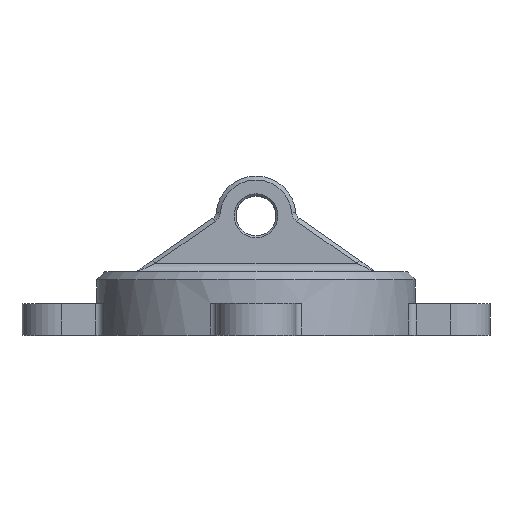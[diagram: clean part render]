
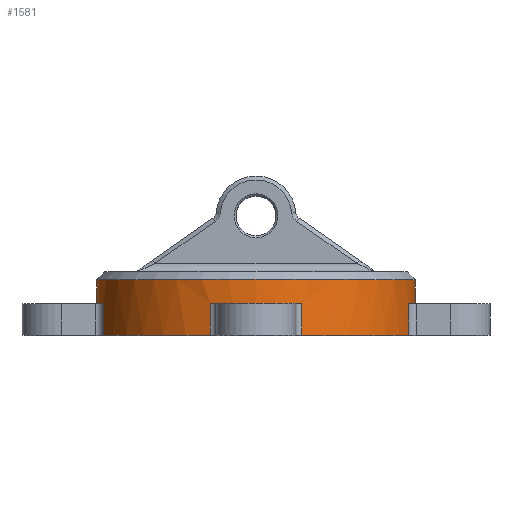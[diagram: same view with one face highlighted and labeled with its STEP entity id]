
A CAD part, top view. The second image highlights one B-rep face of the part: STEP entity #1581.
In plain terms, the highlighted cylindrical face has radius 400 mm (diameter 800 mm), a partial arc.
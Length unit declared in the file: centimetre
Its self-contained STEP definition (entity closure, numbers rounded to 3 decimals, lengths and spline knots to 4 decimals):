
#1=DIRECTION('',(0.,1.,0.));
#2=VECTOR('',#1,8.);
#3=CARTESIAN_POINT('',(-38.3326,-8.,11.4286));
#4=LINE('',#3,#2);
#5=CARTESIAN_POINT('',(0.,6.,0.));
#6=DIRECTION('',(0.,-1.,0.));
#7=DIRECTION('',(1.,0.,0.));
#8=AXIS2_PLACEMENT_3D('',#5,#6,#7);
#10=DIRECTION('',(0.,-1.,0.));
#11=VECTOR('',#10,8.);
#12=CARTESIAN_POINT('',(38.3326,0.,11.4286));
#13=LINE('',#12,#11);
#14=DIRECTION('',(0.,1.,0.));
#15=VECTOR('',#14,8.);
#16=CARTESIAN_POINT('',(11.4286,-8.,38.3326));
#17=LINE('',#16,#15);
#18=DIRECTION('',(0.,-1.,0.));
#19=VECTOR('',#18,8.);
#20=CARTESIAN_POINT('',(-11.4286,0.,38.3326));
#21=LINE('',#20,#19);
#90=CARTESIAN_POINT('',(0.,-8.,0.));
#91=DIRECTION('',(0.,1.,0.));
#92=DIRECTION('',(-0.958,0.,0.286));
#93=AXIS2_PLACEMENT_3D('',#90,#91,#92);
#95=CARTESIAN_POINT('',(0.,-8.,0.));
#96=DIRECTION('',(0.,1.,0.));
#97=DIRECTION('',(0.286,0.,0.958));
#98=AXIS2_PLACEMENT_3D('',#95,#96,#97);
#128=CARTESIAN_POINT('',(0.,0.,0.));
#129=DIRECTION('',(0.,1.,0.));
#130=DIRECTION('',(-0.286,0.,0.958));
#131=AXIS2_PLACEMENT_3D('',#128,#129,#130);
#292=DIRECTION('',(0.,-1.,0.));
#293=VECTOR('',#292,6.);
#294=CARTESIAN_POINT('',(40.,6.,0.));
#295=LINE('',#294,#293);
#301=DIRECTION('',(0.,-1.,0.));
#302=VECTOR('',#301,6.);
#303=CARTESIAN_POINT('',(-40.,6.,
0.));
#304=LINE('',#303,#302);
#417=CARTESIAN_POINT('',(0.,0.,0.));
#418=DIRECTION('',(0.,1.,0.));
#419=DIRECTION('',(0.958,0.,0.286));
#420=AXIS2_PLACEMENT_3D('',#417,#418,#419);
#1183=CARTESIAN_POINT('',(0.,0.,0.));
#1184=DIRECTION('',(0.,1.,0.));
#1185=DIRECTION('',(-1.,0.,0.));
#1186=AXIS2_PLACEMENT_3D('',#1183,#1184,#1185);
#1370=CARTESIAN_POINT('',(-40.,6.,0.));
#1371=CARTESIAN_POINT('',(40.,6.,0.));
#1372=VERTEX_POINT('',#1370);
#1373=VERTEX_POINT('',#1371);
#1378=CARTESIAN_POINT('',(-40.,0.,0.));
#1379=VERTEX_POINT('',#1378);
#1380=CARTESIAN_POINT('',(40.,0.,0.));
#1381=VERTEX_POINT('',#1380);
#1398=CARTESIAN_POINT('',(-38.3326,-8.,11.4286));
#1399=CARTESIAN_POINT('',(-38.3326,0.,11.4286));
#1400=VERTEX_POINT('',#1398);
#1401=VERTEX_POINT('',#1399);
#1406=CARTESIAN_POINT('',(-11.4286,0.,38.3326));
#1407=CARTESIAN_POINT('',(-11.4286,-8.,38.3326));
#1408=VERTEX_POINT('',#1406);
#1409=VERTEX_POINT('',#1407);
#1414=CARTESIAN_POINT('',(11.4286,-8.,38.3326));
#1415=CARTESIAN_POINT('',(11.4286,0.,38.3326));
#1416=VERTEX_POINT('',#1414);
#1417=VERTEX_POINT('',#1415);
#1422=CARTESIAN_POINT('',(38.3326,0.,11.4286));
#1423=CARTESIAN_POINT('',(38.3326,-8.,11.4286));
#1424=VERTEX_POINT('',#1422);
#1425=VERTEX_POINT('',#1423);
#1550=CARTESIAN_POINT('',(0.,-8.8,0.));
#1551=DIRECTION('',(0.,1.,0.));
#1552=DIRECTION('',(1.,0.,0.));
#1553=AXIS2_PLACEMENT_3D('',#1550,#1551,#1552);
#1554=CYLINDRICAL_SURFACE('',#1553,40.);
#1556=ORIENTED_EDGE('',*,*,#1555,.T.);
#1558=ORIENTED_EDGE('',*,*,#1557,.F.);
#1560=ORIENTED_EDGE('',*,*,#1559,.F.);
#1562=ORIENTED_EDGE('',*,*,#1561,.F.);
#1564=ORIENTED_EDGE('',*,*,#1563,.T.);
#1566=ORIENTED_EDGE('',*,*,#1565,.F.);
#1568=ORIENTED_EDGE('',*,*,#1567,.T.);
#1570=ORIENTED_EDGE('',*,*,#1569,.F.);
#1572=ORIENTED_EDGE('',*,*,#1571,.T.);
#1574=ORIENTED_EDGE('',*,*,#1573,.F.);
#1576=ORIENTED_EDGE('',*,*,#1575,.T.);
#1578=ORIENTED_EDGE('',*,*,#1577,.F.);
#1579=EDGE_LOOP('',(#1556,#1558,#1560,#1562,#1564,#1566,#1568,#1570,#1572,#1574,
#1576,#1578));
#1580=FACE_OUTER_BOUND('',#1579,.F.);
#1581=ADVANCED_FACE('',(#1580),#1554,.T.);
#9=CIRCLE('',#8,40.);
#94=CIRCLE('',#93,40.);
#99=CIRCLE('',#98,40.);
#132=CIRCLE('',#131,40.);
#421=CIRCLE('',#420,40.);
#1187=CIRCLE('',#1186,40.);
#1555=EDGE_CURVE('',#1400,#1401,#4,.T.);
#1557=EDGE_CURVE('',#1379,#1401,#1187,.T.);
#1559=EDGE_CURVE('',#1372,#1379,#304,.T.);
#1561=EDGE_CURVE('',#1373,#1372,#9,.T.);
#1563=EDGE_CURVE('',#1373,#1381,#295,.T.);
#1565=EDGE_CURVE('',#1424,#1381,#421,.T.);
#1567=EDGE_CURVE('',#1424,#1425,#13,.T.);
#1569=EDGE_CURVE('',#1416,#1425,#99,.T.);
#1571=EDGE_CURVE('',#1416,#1417,#17,.T.);
#1573=EDGE_CURVE('',#1408,#1417,#132,.T.);
#1575=EDGE_CURVE('',#1408,#1409,#21,.T.);
#1577=EDGE_CURVE('',#1400,#1409,#94,.T.);
